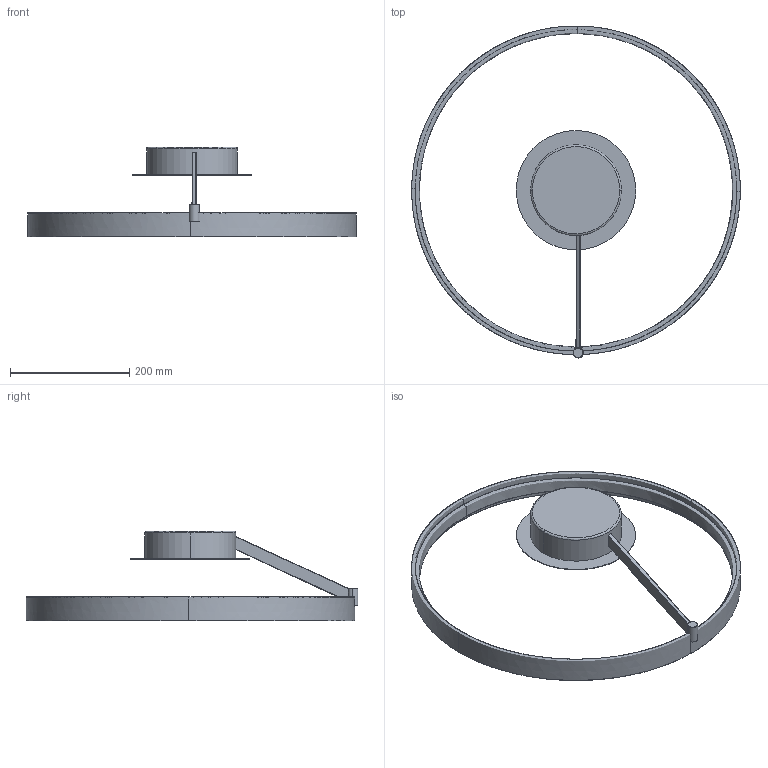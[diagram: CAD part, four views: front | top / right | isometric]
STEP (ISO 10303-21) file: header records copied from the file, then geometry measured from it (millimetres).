
FILE_DESCRIPTION(/* description */ (''),/* implementation_level */ '2;1');
FILE_NAME(/* name */ 'ANELLO~4',/* time_stamp */ '2022-07-14T17:47:38+02:00',/* author */ (''),/* organization */ (''),/* preprocessor_version */ 'ST-DEVELOPER v16.5',/* originating_system */ '',/* authorisation */ '');
FILE_SCHEMA (('AUTOMOTIVE_DESIGN'));
Length unit declared in the file: millimetre
Products named in the file (1): Document
Bounding box: 550.4 x 556.19 x 150.3 mm (x, y, z)
Volume: 873732.9 mm3; surface area: 327176.6 mm2
Topology: 3 solids, 8 shells, 36 faces, 93 edges, 67 vertices
Faces by surface type: bspline 28, plane 8
Entity records: 2996 total; most frequent: CARTESIAN_POINT 2457, ORIENTED_EDGE 134, EDGE_CURVE 88, VERTEX_POINT 58, B_SPLINE_CURVE_WITH_KNOTS 42, ADVANCED_FACE 36, FACE_OUTER_BOUND 36, EDGE_LOOP 36
